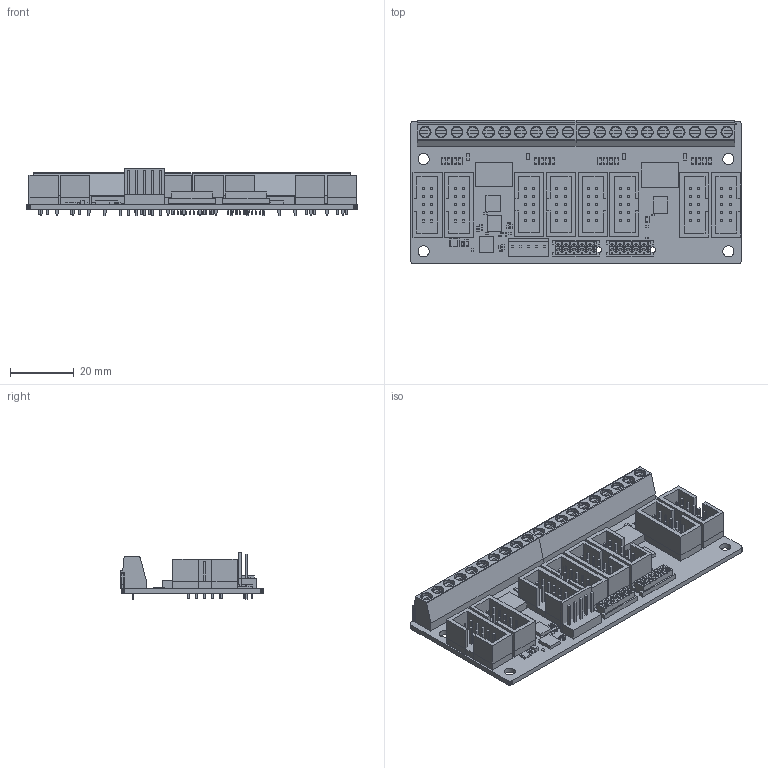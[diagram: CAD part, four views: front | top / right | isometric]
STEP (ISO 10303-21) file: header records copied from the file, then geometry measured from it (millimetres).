
FILE_DESCRIPTION(('Open CASCADE Model'),'2;1');
FILE_NAME('Open CASCADE Shape Model','2014-08-09T15:07:31',('Author'),( 'Open CASCADE'),'Open CASCADE STEP processor 6.5','Open CASCADE 6.5' ,'Unknown');
FILE_SCHEMA(('AUTOMOTIVE_DESIGN { 1 0 10303 214 1 1 1 1 }'));
Length unit declared in the file: millimetre
Products named in the file (125): PCB; Board; PoExtensionOut; c-0215079-10-v-3d; PoExtensionIn; R9; 676722720; Extruded; 676722848; R8; 676725920; R7; C13; 620654224; 620655120; C12; IC6; 697564272; C10; 676723232; IC2; IC1; 701703680; C1; C2; C3; C4; C5; C6; C7; C8; C9; C11; 701757840; 701757712; IC3; 676725024; IC4; IC5; 676725536 ...
Assembly tree (320 placements, depth 4):
  PCB
    Board
    PoExtensionOut
      c-0215079-10-v-3d
    PoExtensionIn
      c-0215079-10-v-3d
    R9
      676722720  x2
        Extruded
      676722848
        Extruded
    R8
      676725920  x2
        Extruded
      676722848
        Extruded
    R7
      676722720  x2
        Extruded
      676722848
        Extruded
    C13
      620654224
        Extruded
      620655120  x2
        Extruded
    C12
      620654224
        Extruded
      620655120  x2
        Extruded
    IC6
      697564272
        Extruded
    C10
      620654224
        Extruded
      676723232  x2
        Extruded
    IC2
      697564272
        Extruded
    IC1
      701703680
        Extruded
    C1
      620655120  x2
        Extruded
      620654224
        Extruded
    C2
      620655120  x2
        Extruded
      620654224
        Extruded
    C3
      620655120  x2
        Extruded
      620654224
        Extruded
Bounding box: 104.02 x 45.33 x 15 mm (x, y, z)
Volume: 23683 mm3; surface area: 33274.1 mm2
Topology: 227 solids, 227 shells, 4261 faces, 10277 edges, 6758 vertices
Faces by surface type: plane 3628, cylinder 513, torus 80, cone 40
Full cylindrical faces by diameter (mm): 0.85 x20, 0.9 x80, 1 x5, 1.1 x20, 1.8 x2, 3.5 x4
Entity records: 139454 total; most frequent: CARTESIAN_POINT 49950, DIRECTION 15759, LINE 10207, VECTOR 10207, ORIENTED_EDGE 8666, PCURVE 8666, DEFINITIONAL_REPRESENTATION 8666, EDGE_CURVE 4333
